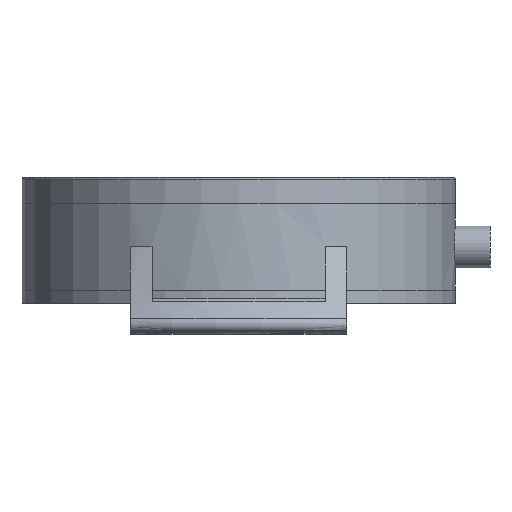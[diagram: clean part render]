
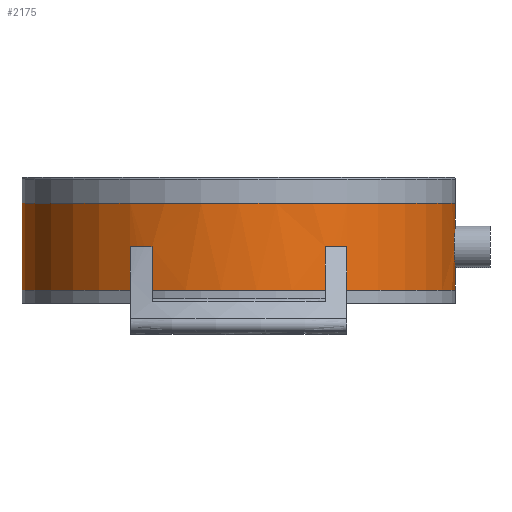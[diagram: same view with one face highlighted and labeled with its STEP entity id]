
A CAD part, front view. The second image highlights one B-rep face of the part: STEP entity #2175.
In plain terms, the highlighted cylindrical face has radius 25 mm (diameter 50 mm), a full revolution.
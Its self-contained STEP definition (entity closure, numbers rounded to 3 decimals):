
#42=B_SPLINE_CURVE_WITH_KNOTS('',3,(#3494,#3495,#3496,#3497,#3498,#3499,
#3500,#3501,#3502,#3503,#3504,#3505,#3506,#3507,#3508,#3509,#3510,#3511),
 .UNSPECIFIED.,.F.,.F.,(4,2,2,2,2,2,2,2,4),(0.,0.094,0.188,
0.283,0.377,0.471,0.565,
0.66,0.754),.UNSPECIFIED.);
#43=B_SPLINE_CURVE_WITH_KNOTS('',3,(#3512,#3513,#3514,#3515,#3516,#3517,
#3518,#3519,#3520,#3521,#3522,#3523,#3524,#3525,#3526,#3527,#3528,#3529),
 .UNSPECIFIED.,.F.,.F.,(4,2,2,2,2,2,2,2,4),(0.754,0.848,
0.942,1.037,1.131,1.225,1.319,
1.414,1.508),.UNSPECIFIED.);
#146=FACE_BOUND('',#425,.T.);
#228=CYLINDRICAL_SURFACE('',#2399,25.);
#287=FACE_OUTER_BOUND('',#424,.T.);
#424=EDGE_LOOP('',(#1614,#1615,#1616,#1617,#1618,#1619,#1620,#1621,#1622,
#1623,#1624,#1625,#1626,#1627,#1628,#1629,#1630,#1631,#1632,#1633));
#425=EDGE_LOOP('',(#1634,#1635));
#576=CIRCLE('',#2397,25.);
#577=CIRCLE('',#2398,25.);
#578=CIRCLE('',#2400,25.);
#579=CIRCLE('',#2401,25.);
#580=CIRCLE('',#2402,25.);
#581=CIRCLE('',#2403,25.);
#582=CIRCLE('',#2404,25.);
#583=CIRCLE('',#2405,25.);
#584=CIRCLE('',#2406,25.);
#585=CIRCLE('',#2407,25.);
#672=LINE('',#3390,#798);
#673=LINE('',#3423,#799);
#674=LINE('',#3451,#800);
#675=LINE('',#3458,#801);
#676=LINE('',#3473,#802);
#677=LINE('',#3477,#803);
#678=LINE('',#3481,#804);
#679=LINE('',#3485,#805);
#680=LINE('',#3489,#806);
#798=VECTOR('',#2707,10.);
#799=VECTOR('',#2718,10.);
#800=VECTOR('',#2721,10.);
#801=VECTOR('',#2724,10.);
#802=VECTOR('',#2743,10.);
#803=VECTOR('',#2746,10.);
#804=VECTOR('',#2749,10.);
#805=VECTOR('',#2752,10.);
#806=VECTOR('',#2755,25.);
#945=VERTEX_POINT('',#3385);
#946=VERTEX_POINT('',#3389);
#949=VERTEX_POINT('',#3417);
#951=VERTEX_POINT('',#3422);
#954=VERTEX_POINT('',#3436);
#956=VERTEX_POINT('',#3447);
#957=VERTEX_POINT('',#3453);
#958=VERTEX_POINT('',#3457);
#959=VERTEX_POINT('',#3470);
#960=VERTEX_POINT('',#3472);
#961=VERTEX_POINT('',#3474);
#962=VERTEX_POINT('',#3476);
#963=VERTEX_POINT('',#3478);
#964=VERTEX_POINT('',#3480);
#965=VERTEX_POINT('',#3482);
#966=VERTEX_POINT('',#3484);
#967=VERTEX_POINT('',#3486);
#968=VERTEX_POINT('',#3488);
#969=VERTEX_POINT('',#3492);
#970=VERTEX_POINT('',#3493);
#1181=EDGE_CURVE('',#946,#945,#672,.T.);
#1188=EDGE_CURVE('',#951,#949,#673,.T.);
#1196=EDGE_CURVE('',#954,#956,#674,.T.);
#1198=EDGE_CURVE('',#958,#957,#675,.T.);
#1202=EDGE_CURVE('',#945,#954,#576,.T.);
#1203=EDGE_CURVE('',#949,#958,#577,.T.);
#1204=EDGE_CURVE('',#951,#956,#578,.T.);
#1205=EDGE_CURVE('',#959,#957,#579,.T.);
#1206=EDGE_CURVE('',#959,#960,#676,.T.);
#1207=EDGE_CURVE('',#960,#961,#580,.T.);
#1208=EDGE_CURVE('',#961,#962,#677,.T.);
#1209=EDGE_CURVE('',#963,#962,#581,.T.);
#1210=EDGE_CURVE('',#963,#964,#678,.T.);
#1211=EDGE_CURVE('',#964,#965,#582,.T.);
#1212=EDGE_CURVE('',#965,#966,#679,.T.);
#1213=EDGE_CURVE('',#967,#966,#583,.T.);
#1214=EDGE_CURVE('',#967,#968,#680,.T.);
#1215=EDGE_CURVE('',#968,#968,#584,.T.);
#1216=EDGE_CURVE('',#946,#967,#585,.T.);
#1217=EDGE_CURVE('',#969,#970,#42,.T.);
#1218=EDGE_CURVE('',#970,#969,#43,.T.);
#1614=ORIENTED_EDGE('',*,*,#1181,.T.);
#1615=ORIENTED_EDGE('',*,*,#1202,.T.);
#1616=ORIENTED_EDGE('',*,*,#1196,.T.);
#1617=ORIENTED_EDGE('',*,*,#1204,.F.);
#1618=ORIENTED_EDGE('',*,*,#1188,.T.);
#1619=ORIENTED_EDGE('',*,*,#1203,.T.);
#1620=ORIENTED_EDGE('',*,*,#1198,.T.);
#1621=ORIENTED_EDGE('',*,*,#1205,.F.);
#1622=ORIENTED_EDGE('',*,*,#1206,.T.);
#1623=ORIENTED_EDGE('',*,*,#1207,.T.);
#1624=ORIENTED_EDGE('',*,*,#1208,.T.);
#1625=ORIENTED_EDGE('',*,*,#1209,.F.);
#1626=ORIENTED_EDGE('',*,*,#1210,.T.);
#1627=ORIENTED_EDGE('',*,*,#1211,.T.);
#1628=ORIENTED_EDGE('',*,*,#1212,.T.);
#1629=ORIENTED_EDGE('',*,*,#1213,.F.);
#1630=ORIENTED_EDGE('',*,*,#1214,.T.);
#1631=ORIENTED_EDGE('',*,*,#1215,.T.);
#1632=ORIENTED_EDGE('',*,*,#1214,.F.);
#1633=ORIENTED_EDGE('',*,*,#1216,.F.);
#1634=ORIENTED_EDGE('',*,*,#1217,.T.);
#1635=ORIENTED_EDGE('',*,*,#1218,.T.);
#2175=ADVANCED_FACE('',(#287,#146),#228,.T.);
#2397=AXIS2_PLACEMENT_3D('',#3466,#2733,#2734);
#2398=AXIS2_PLACEMENT_3D('',#3467,#2735,#2736);
#2399=AXIS2_PLACEMENT_3D('',#3468,#2737,#2738);
#2400=AXIS2_PLACEMENT_3D('',#3469,#2739,#2740);
#2401=AXIS2_PLACEMENT_3D('',#3471,#2741,#2742);
#2402=AXIS2_PLACEMENT_3D('',#3475,#2744,#2745);
#2403=AXIS2_PLACEMENT_3D('',#3479,#2747,#2748);
#2404=AXIS2_PLACEMENT_3D('',#3483,#2750,#2751);
#2405=AXIS2_PLACEMENT_3D('',#3487,#2753,#2754);
#2406=AXIS2_PLACEMENT_3D('',#3490,#2756,#2757);
#2407=AXIS2_PLACEMENT_3D('',#3491,#2758,#2759);
#2707=DIRECTION('',(0.,0.,-1.));
#2718=DIRECTION('',(0.,0.,-1.));
#2721=DIRECTION('',(0.,0.,1.));
#2724=DIRECTION('',(0.,0.,1.));
#2733=DIRECTION('center_axis',(0.,0.,-1.));
#2734=DIRECTION('ref_axis',(1.,0.,0.));
#2735=DIRECTION('center_axis',(0.,0.,-1.));
#2736=DIRECTION('ref_axis',(1.,0.,0.));
#2737=DIRECTION('center_axis',(0.,0.,1.));
#2738=DIRECTION('ref_axis',(1.,0.,0.));
#2739=DIRECTION('center_axis',(0.,0.,1.));
#2740=DIRECTION('ref_axis',(1.,0.,0.));
#2741=DIRECTION('center_axis',(0.,0.,1.));
#2742=DIRECTION('ref_axis',(1.,0.,0.));
#2743=DIRECTION('',(0.,0.,-1.));
#2744=DIRECTION('center_axis',(0.,0.,-1.));
#2745=DIRECTION('ref_axis',(1.,0.,0.));
#2746=DIRECTION('',(0.,0.,1.));
#2747=DIRECTION('center_axis',(0.,0.,1.));
#2748=DIRECTION('ref_axis',(1.,0.,0.));
#2749=DIRECTION('',(0.,0.,-1.));
#2750=DIRECTION('center_axis',(0.,0.,-1.));
#2751=DIRECTION('ref_axis',(1.,0.,0.));
#2752=DIRECTION('',(0.,0.,1.));
#2753=DIRECTION('center_axis',(0.,0.,1.));
#2754=DIRECTION('ref_axis',(1.,0.,0.));
#2755=DIRECTION('',(0.,0.,-1.));
#2756=DIRECTION('center_axis',(0.,0.,1.));
#2757=DIRECTION('ref_axis',(1.,0.,0.));
#2758=DIRECTION('center_axis',(0.,0.,1.));
#2759=DIRECTION('ref_axis',(1.,0.,0.));
#3385=CARTESIAN_POINT('',(-12.5,21.651,5.));
#3389=CARTESIAN_POINT('',(-12.5,21.651,10.));
#3390=CARTESIAN_POINT('',(-12.5,21.651,0.));
#3417=CARTESIAN_POINT('',(10.,22.913,5.));
#3422=CARTESIAN_POINT('',(10.,22.913,10.));
#3423=CARTESIAN_POINT('',(10.,22.913,0.));
#3436=CARTESIAN_POINT('',(-10.,22.913,5.));
#3447=CARTESIAN_POINT('',(-10.,22.913,10.));
#3451=CARTESIAN_POINT('',(-10.,22.913,0.));
#3453=CARTESIAN_POINT('',(12.5,21.651,10.));
#3457=CARTESIAN_POINT('',(12.5,21.651,5.));
#3458=CARTESIAN_POINT('',(12.5,21.651,0.));
#3466=CARTESIAN_POINT('Origin',(0.,0.,5.));
#3467=CARTESIAN_POINT('Origin',(0.,0.,5.));
#3468=CARTESIAN_POINT('Origin',(0.,0.,0.));
#3469=CARTESIAN_POINT('Origin',(0.,0.,10.));
#3470=CARTESIAN_POINT('',(12.5,-21.651,10.));
#3471=CARTESIAN_POINT('Origin',(0.,0.,10.));
#3472=CARTESIAN_POINT('',(12.5,-21.651,5.));
#3473=CARTESIAN_POINT('',(12.5,-21.651,0.));
#3474=CARTESIAN_POINT('',(10.,-22.913,5.));
#3475=CARTESIAN_POINT('Origin',(0.,0.,5.));
#3476=CARTESIAN_POINT('',(10.,-22.913,10.));
#3477=CARTESIAN_POINT('',(10.,-22.913,0.));
#3478=CARTESIAN_POINT('',(-10.,-22.913,10.));
#3479=CARTESIAN_POINT('Origin',(0.,0.,10.));
#3480=CARTESIAN_POINT('',(-10.,-22.913,5.));
#3481=CARTESIAN_POINT('',(-10.,-22.913,0.));
#3482=CARTESIAN_POINT('',(-12.5,-21.651,5.));
#3483=CARTESIAN_POINT('Origin',(0.,0.,5.));
#3484=CARTESIAN_POINT('',(-12.5,-21.651,10.));
#3485=CARTESIAN_POINT('',(-12.5,-21.651,0.));
#3486=CARTESIAN_POINT('',(-25.,0.,10.));
#3487=CARTESIAN_POINT('Origin',(0.,0.,10.));
#3488=CARTESIAN_POINT('',(-25.,0.,0.));
#3489=CARTESIAN_POINT('',(-25.,0.,0.));
#3490=CARTESIAN_POINT('Origin',(0.,0.,0.));
#3491=CARTESIAN_POINT('Origin',(0.,0.,10.));
#3492=CARTESIAN_POINT('',(24.875,2.5,5.));
#3493=CARTESIAN_POINT('',(24.875,-2.5,5.));
#3494=CARTESIAN_POINT('Ctrl Pts',(24.875,2.5,5.));
#3495=CARTESIAN_POINT('Ctrl Pts',(24.875,2.5,4.686));
#3496=CARTESIAN_POINT('Ctrl Pts',(24.881,2.437,4.351));
#3497=CARTESIAN_POINT('Ctrl Pts',(24.905,2.182,3.735));
#3498=CARTESIAN_POINT('Ctrl Pts',(24.922,1.99,3.454));
#3499=CARTESIAN_POINT('Ctrl Pts',(24.953,1.546,3.01));
#3500=CARTESIAN_POINT('Ctrl Pts',(24.97,1.265,2.818));
#3501=CARTESIAN_POINT('Ctrl Pts',(24.993,0.649,2.563));
#3502=CARTESIAN_POINT('Ctrl Pts',(25.,0.314,2.5));
#3503=CARTESIAN_POINT('Ctrl Pts',(25.,-0.314,2.5));
#3504=CARTESIAN_POINT('Ctrl Pts',(24.993,-0.649,2.563));
#3505=CARTESIAN_POINT('Ctrl Pts',(24.97,-1.265,2.818));
#3506=CARTESIAN_POINT('Ctrl Pts',(24.953,-1.546,3.01));
#3507=CARTESIAN_POINT('Ctrl Pts',(24.922,-1.99,3.454));
#3508=CARTESIAN_POINT('Ctrl Pts',(24.905,-2.182,3.735));
#3509=CARTESIAN_POINT('Ctrl Pts',(24.881,-2.437,4.351));
#3510=CARTESIAN_POINT('Ctrl Pts',(24.875,-2.5,4.686));
#3511=CARTESIAN_POINT('Ctrl Pts',(24.875,-2.5,5.));
#3512=CARTESIAN_POINT('Ctrl Pts',(24.875,-2.5,5.));
#3513=CARTESIAN_POINT('Ctrl Pts',(24.875,-2.5,5.314));
#3514=CARTESIAN_POINT('Ctrl Pts',(24.881,-2.437,5.649));
#3515=CARTESIAN_POINT('Ctrl Pts',(24.905,-2.182,6.265));
#3516=CARTESIAN_POINT('Ctrl Pts',(24.922,-1.99,6.546));
#3517=CARTESIAN_POINT('Ctrl Pts',(24.953,-1.546,6.99));
#3518=CARTESIAN_POINT('Ctrl Pts',(24.97,-1.265,7.182));
#3519=CARTESIAN_POINT('Ctrl Pts',(24.993,-0.649,7.437));
#3520=CARTESIAN_POINT('Ctrl Pts',(25.,-0.314,7.5));
#3521=CARTESIAN_POINT('Ctrl Pts',(25.,0.314,7.5));
#3522=CARTESIAN_POINT('Ctrl Pts',(24.993,0.649,7.437));
#3523=CARTESIAN_POINT('Ctrl Pts',(24.97,1.265,7.182));
#3524=CARTESIAN_POINT('Ctrl Pts',(24.953,1.546,6.99));
#3525=CARTESIAN_POINT('Ctrl Pts',(24.922,1.99,6.546));
#3526=CARTESIAN_POINT('Ctrl Pts',(24.905,2.182,6.265));
#3527=CARTESIAN_POINT('Ctrl Pts',(24.881,2.437,5.649));
#3528=CARTESIAN_POINT('Ctrl Pts',(24.875,2.5,5.314));
#3529=CARTESIAN_POINT('Ctrl Pts',(24.875,2.5,5.));
